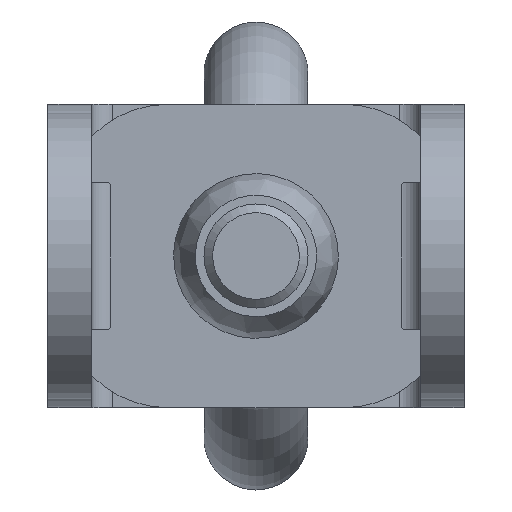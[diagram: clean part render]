
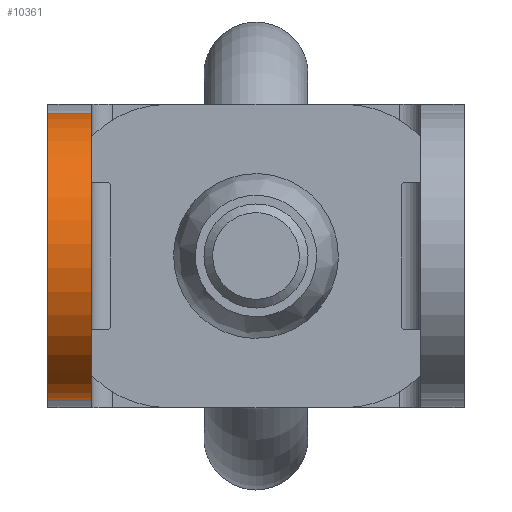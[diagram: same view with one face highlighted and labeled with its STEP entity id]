
A CAD part, left-side view. The second image highlights one B-rep face of the part: STEP entity #10361.
In plain terms, the highlighted cylindrical face has radius 16.5 mm (diameter 33 mm), a partial arc.
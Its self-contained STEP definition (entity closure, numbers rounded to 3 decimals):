
#999=LINE($,#25369,#1781);
#1000=LINE($,#25371,#1782);
#1781=VECTOR($,#12598,5.);
#1782=VECTOR($,#12601,5.);
#2345=CYLINDRICAL_SURFACE($,#10865,16.5);
#2945=FACE_OUTER_BOUND($,#3549,.T.);
#3549=EDGE_LOOP($,(#8950,#8951,#8952,#8953));
#3673=CIRCLE($,#10591,16.5);
#3777=CIRCLE($,#10841,16.5);
#4230=VERTEX_POINT($,#22376);
#4231=VERTEX_POINT($,#22378);
#4743=VERTEX_POINT($,#25339);
#4744=VERTEX_POINT($,#25341);
#5395=EDGE_CURVE($,#4230,#4231,#3673,.T.);
#6159=EDGE_CURVE($,#4743,#4744,#3777,.T.);
#6164=EDGE_CURVE($,#4744,#4230,#999,.T.);
#6165=EDGE_CURVE($,#4231,#4743,#1000,.T.);
#8950=ORIENTED_EDGE($,*,*,#6164,.F.);
#8951=ORIENTED_EDGE($,*,*,#6159,.F.);
#8952=ORIENTED_EDGE($,*,*,#6165,.F.);
#8953=ORIENTED_EDGE($,*,*,#5395,.F.);
#10361=ADVANCED_FACE($,(#2945),#2345,.T.);
#10591=AXIS2_PLACEMENT_3D($,#22379,#11608,#11609);
#10841=AXIS2_PLACEMENT_3D($,#25342,#12548,#12549);
#10865=AXIS2_PLACEMENT_3D($,#25370,#12599,#12600);
#11608=DIRECTION('center_axis',(0.,1.,0.));
#11609=DIRECTION('ref_axis',(0.875,0.,0.485));
#12548=DIRECTION('center_axis',(0.,-1.,0.));
#12549=DIRECTION('ref_axis',(0.875,0.,0.485));
#12598=DIRECTION($,(0.,1.,0.));
#12599=DIRECTION('center_axis',(0.,1.,0.));
#12600=DIRECTION('ref_axis',(0.875,0.,0.485));
#12601=DIRECTION($,(0.,-1.,0.));
#22376=CARTESIAN_POINT('',(-124.097,-17.513,-9.026));
#22378=CARTESIAN_POINT('',(-124.097,-17.513,11.507));
#22379=CARTESIAN_POINT('Origin',(-137.014,-17.513,1.24));
#25339=CARTESIAN_POINT('',(-124.097,-22.513,11.507));
#25341=CARTESIAN_POINT('',(-124.097,-22.513,-9.026));
#25342=CARTESIAN_POINT('Origin',(-137.014,-22.513,1.24));
#25369=CARTESIAN_POINT($,(-124.097,-65.513,-9.026));
#25370=CARTESIAN_POINT('Origin',(-137.014,-65.513,1.24));
#25371=CARTESIAN_POINT($,(-124.097,-65.513,11.507));
